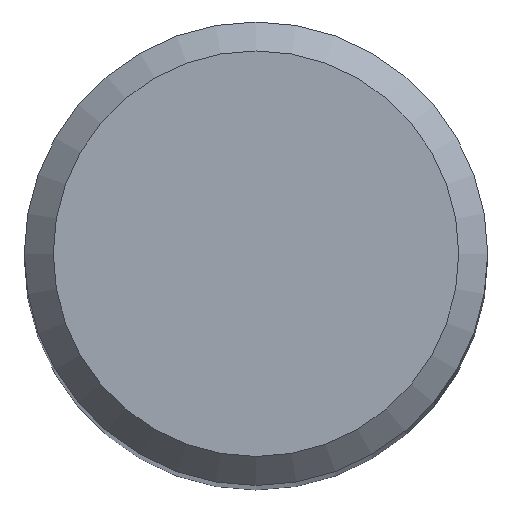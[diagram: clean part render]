
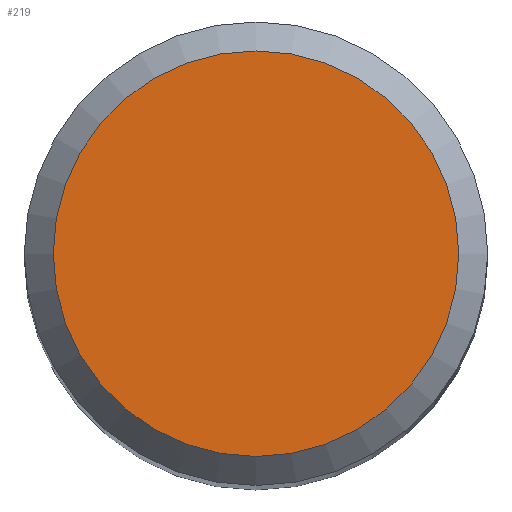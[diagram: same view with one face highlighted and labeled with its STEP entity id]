
A CAD part, top view. The second image highlights one B-rep face of the part: STEP entity #219.
In plain terms, the highlighted planar face has unit normal (0, 0, 1).
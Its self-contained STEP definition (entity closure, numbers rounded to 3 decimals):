
#11 = DIRECTION ( 'NONE',  ( 0., 1., 0. ) ) ;
#32 = CIRCLE ( 'NONE', #230, 3.5 ) ;
#41 = EDGE_CURVE ( 'NONE', #144, #144, #32, .T. ) ;
#51 = DIRECTION ( 'NONE',  ( 0., 0., -1. ) ) ;
#87 = FACE_OUTER_BOUND ( 'NONE', #134, .T. ) ;
#96 = CARTESIAN_POINT ( 'NONE',  ( 0., 3.5, 63. ) ) ;
#107 = ORIENTED_EDGE ( 'NONE', *, *, #41, .F. ) ;
#120 = DIRECTION ( 'NONE',  ( 0., 1., 0. ) ) ;
#134 = EDGE_LOOP ( 'NONE', ( #107 ) ) ;
#139 = PLANE ( 'NONE',  #222 ) ;
#144 = VERTEX_POINT ( 'NONE', #96 ) ;
#156 = DIRECTION ( 'NONE',  ( 0., 0., -1. ) ) ;
#198 = CARTESIAN_POINT ( 'NONE',  ( 0., 0., 63. ) ) ;
#217 = CARTESIAN_POINT ( 'NONE',  ( 0., 0., 63. ) ) ;
#219 = ADVANCED_FACE ( 'NONE', ( #87 ), #139, .F. ) ;
#222 = AXIS2_PLACEMENT_3D ( 'NONE', #217, #51, #120 ) ;
#230 = AXIS2_PLACEMENT_3D ( 'NONE', #198, #156, #11 ) ;
